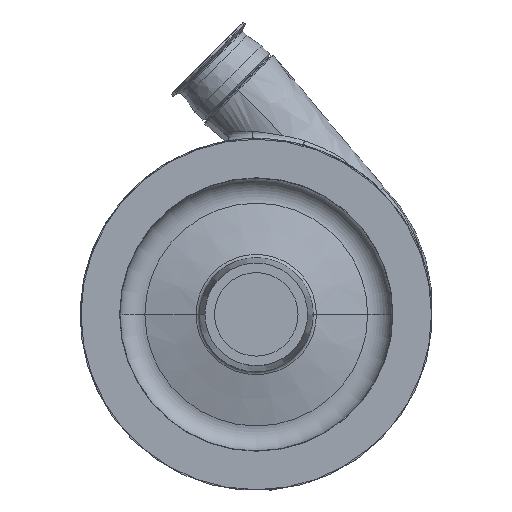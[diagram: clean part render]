
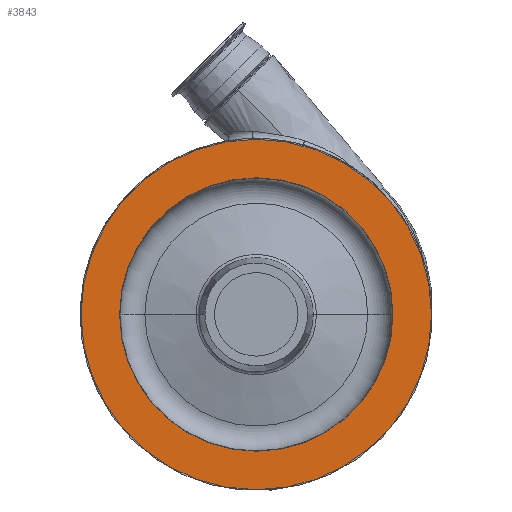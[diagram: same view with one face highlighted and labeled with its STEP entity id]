
A CAD part, top view. The second image highlights one B-rep face of the part: STEP entity #3843.
In plain terms, the highlighted planar face has unit normal (0, 0, 1).
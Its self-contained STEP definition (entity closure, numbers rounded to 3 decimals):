
#175 = DIRECTION ( 'NONE',  ( -1., 0., 0. ) ) ;
#502 = AXIS2_PLACEMENT_3D ( 'NONE', #4397, #1852, #6349 ) ;
#642 = CARTESIAN_POINT ( 'NONE',  ( 203., 0., 271. ) ) ;
#775 = FACE_OUTER_BOUND ( 'NONE', #7735, .T. ) ;
#1557 = CARTESIAN_POINT ( 'NONE',  ( 158.354, 0., 271. ) ) ;
#1635 = AXIS2_PLACEMENT_3D ( 'NONE', #7182, #2665, #9757 ) ;
#1852 = DIRECTION ( 'NONE',  ( 0., 0., -1. ) ) ;
#1985 = CIRCLE ( 'NONE', #1635, 158.354 ) ;
#2145 = ORIENTED_EDGE ( 'NONE', *, *, #6321, .F. ) ;
#2359 = VERTEX_POINT ( 'NONE', #642 ) ;
#2421 = DIRECTION ( 'NONE',  ( 0., 0., 1. ) ) ;
#2441 = ORIENTED_EDGE ( 'NONE', *, *, #10699, .F. ) ;
#2665 = DIRECTION ( 'NONE',  ( 0., 0., -1. ) ) ;
#2846 = ORIENTED_EDGE ( 'NONE', *, *, #7323, .T. ) ;
#3030 = VERTEX_POINT ( 'NONE', #8814 ) ;
#3560 = CARTESIAN_POINT ( 'NONE',  ( -158.354, 0., 271. ) ) ;
#3843 = ADVANCED_FACE ( 'NONE', ( #7924, #775 ), #7104, .T. ) ;
#4266 = AXIS2_PLACEMENT_3D ( 'NONE', #9200, #8260, #175 ) ;
#4274 = EDGE_LOOP ( 'NONE', ( #4803, #2846 ) ) ;
#4397 = CARTESIAN_POINT ( 'NONE',  ( 0., 0., 271. ) ) ;
#4528 = AXIS2_PLACEMENT_3D ( 'NONE', #7301, #9107, #11576 ) ;
#4803 = ORIENTED_EDGE ( 'NONE', *, *, #6718, .T. ) ;
#5144 = CARTESIAN_POINT ( 'NONE',  ( 0., 158.354, 271. ) ) ;
#6200 = VERTEX_POINT ( 'NONE', #1557 ) ;
#6321 = EDGE_CURVE ( 'NONE', #2359, #3030, #10660, .T. ) ;
#6349 = DIRECTION ( 'NONE',  ( -1., 0., 0. ) ) ;
#6718 = EDGE_CURVE ( 'NONE', #8464, #6200, #1985, .T. ) ;
#7104 = PLANE ( 'NONE',  #11282 ) ;
#7182 = CARTESIAN_POINT ( 'NONE',  ( 0., 0., 271. ) ) ;
#7301 = CARTESIAN_POINT ( 'NONE',  ( 0., 0., 271. ) ) ;
#7323 = EDGE_CURVE ( 'NONE', #6200, #8464, #9344, .T. ) ;
#7735 = EDGE_LOOP ( 'NONE', ( #2441, #2145 ) ) ;
#7924 = FACE_BOUND ( 'NONE', #4274, .T. ) ;
#8260 = DIRECTION ( 'NONE',  ( 0., 0., -1. ) ) ;
#8464 = VERTEX_POINT ( 'NONE', #3560 ) ;
#8814 = CARTESIAN_POINT ( 'NONE',  ( -203., 0., 271. ) ) ;
#9107 = DIRECTION ( 'NONE',  ( 0., 0., -1. ) ) ;
#9200 = CARTESIAN_POINT ( 'NONE',  ( 0., 0., 271. ) ) ;
#9344 = CIRCLE ( 'NONE', #4266, 158.354 ) ;
#9613 = CIRCLE ( 'NONE', #4528, 203. ) ;
#9757 = DIRECTION ( 'NONE',  ( -1., 0., 0. ) ) ;
#10660 = CIRCLE ( 'NONE', #502, 203. ) ;
#10699 = EDGE_CURVE ( 'NONE', #3030, #2359, #9613, .T. ) ;
#10728 = DIRECTION ( 'NONE',  ( 1., 0., 0. ) ) ;
#11282 = AXIS2_PLACEMENT_3D ( 'NONE', #5144, #2421, #10728 ) ;
#11576 = DIRECTION ( 'NONE',  ( -1., 0., 0. ) ) ;
